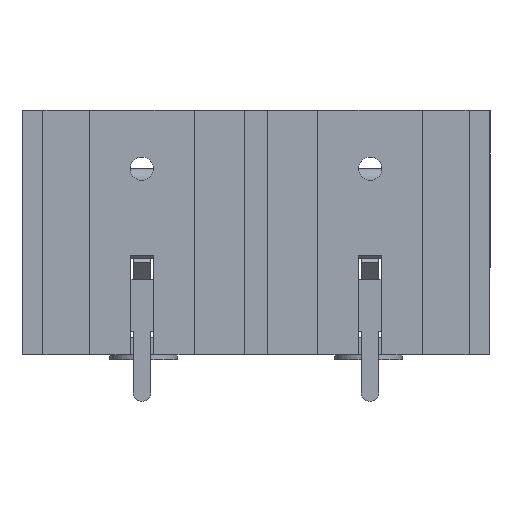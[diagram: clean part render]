
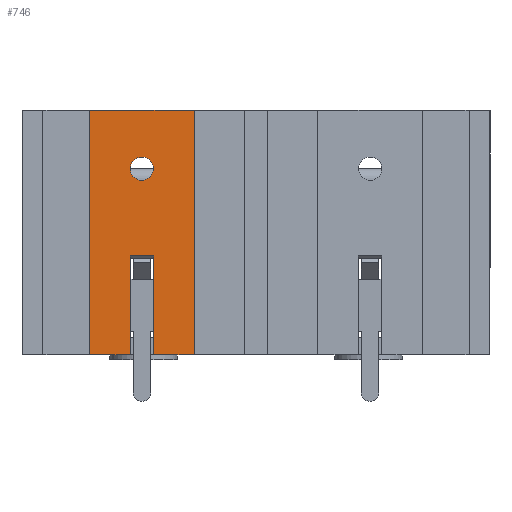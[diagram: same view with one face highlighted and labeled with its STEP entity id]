
A CAD part, left-side view. The second image highlights one B-rep face of the part: STEP entity #746.
In plain terms, the highlighted planar face has unit normal (-1, 0, 0).
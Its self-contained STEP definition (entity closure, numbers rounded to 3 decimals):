
#96 = DIRECTION ( 'NONE',  ( 0., 0., 1. ) ) ;
#254 = VERTEX_POINT ( 'NONE', #7147 ) ;
#307 = DIRECTION ( 'NONE',  ( 0., -1., 0. ) ) ;
#326 = CIRCLE ( 'NONE', #2871, 1. ) ;
#408 = DIRECTION ( 'NONE',  ( 0., 0., -1. ) ) ;
#474 = CARTESIAN_POINT ( 'NONE',  ( -38.9, 8.8, 0. ) ) ;
#523 = EDGE_CURVE ( 'NONE', #5763, #4635, #7621, .T. ) ;
#595 = EDGE_CURVE ( 'NONE', #5831, #1167, #2146, .T. ) ;
#653 = VECTOR ( 'NONE', #307, 1000. ) ;
#725 = EDGE_CURVE ( 'NONE', #7817, #5291, #2332, .T. ) ;
#746 = ADVANCED_FACE ( 'NONE', ( #778, #8990 ), #1665, .F. ) ;
#778 = FACE_BOUND ( 'NONE', #7022, .T. ) ;
#786 = CARTESIAN_POINT ( 'NONE',  ( -38.9, 9.8, 15. ) ) ;
#887 = CARTESIAN_POINT ( 'NONE',  ( -38.9, 8.8, 8.5 ) ) ;
#1167 = VERTEX_POINT ( 'NONE', #9751 ) ;
#1412 = VECTOR ( 'NONE', #9410, 1000. ) ;
#1485 = ORIENTED_EDGE ( 'NONE', *, *, #725, .F. ) ;
#1611 = VECTOR ( 'NONE', #7354, 1000. ) ;
#1665 = PLANE ( 'NONE',  #8483 ) ;
#1678 = DIRECTION ( 'NONE',  ( 0., 1., 0. ) ) ;
#1719 = DIRECTION ( 'NONE',  ( -1., 0., 0. ) ) ;
#1778 = VECTOR ( 'NONE', #1678, 1000. ) ;
#2146 = LINE ( 'NONE', #3010, #9838 ) ;
#2296 = DIRECTION ( 'NONE',  ( 0., -1., 0. ) ) ;
#2332 = CIRCLE ( 'NONE', #7465, 1. ) ;
#2362 = CARTESIAN_POINT ( 'NONE',  ( -38.9, 14.3, 1.5 ) ) ;
#2467 = CARTESIAN_POINT ( 'NONE',  ( -38.9, 14.3, 1.5 ) ) ;
#2481 = CARTESIAN_POINT ( 'NONE',  ( -38.9, 9.8, 17. ) ) ;
#2800 = ORIENTED_EDGE ( 'NONE', *, *, #6851, .T. ) ;
#2871 = AXIS2_PLACEMENT_3D ( 'NONE', #7973, #7123, #10519 ) ;
#3010 = CARTESIAN_POINT ( 'NONE',  ( -38.9, 10.8, 0. ) ) ;
#3122 = ORIENTED_EDGE ( 'NONE', *, *, #5533, .T. ) ;
#3269 = EDGE_CURVE ( 'NONE', #9224, #8994, #6373, .T. ) ;
#3306 = EDGE_CURVE ( 'NONE', #5291, #7817, #326, .T. ) ;
#3610 = CARTESIAN_POINT ( 'NONE',  ( -38.9, 5.3, 21. ) ) ;
#4081 = LINE ( 'NONE', #887, #1611 ) ;
#4635 = VERTEX_POINT ( 'NONE', #3610 ) ;
#4821 = DIRECTION ( 'NONE',  ( 1., 0., 0. ) ) ;
#4868 = LINE ( 'NONE', #2467, #9102 ) ;
#5291 = VERTEX_POINT ( 'NONE', #2481 ) ;
#5361 = LINE ( 'NONE', #7184, #1412 ) ;
#5533 = EDGE_CURVE ( 'NONE', #10456, #1167, #5361, .T. ) ;
#5593 = CARTESIAN_POINT ( 'NONE',  ( -38.9, 10.8, 8.5 ) ) ;
#5637 = DIRECTION ( 'NONE',  ( 0., 0., -1. ) ) ;
#5667 = ORIENTED_EDGE ( 'NONE', *, *, #3269, .T. ) ;
#5734 = VECTOR ( 'NONE', #408, 1000. ) ;
#5763 = VERTEX_POINT ( 'NONE', #7600 ) ;
#5831 = VERTEX_POINT ( 'NONE', #7546 ) ;
#6141 = EDGE_LOOP ( 'NONE', ( #3122, #7307, #7625, #10426, #5667, #9993, #8913, #2800 ) ) ;
#6373 = LINE ( 'NONE', #7279, #9012 ) ;
#6506 = ORIENTED_EDGE ( 'NONE', *, *, #3306, .F. ) ;
#6589 = DIRECTION ( 'NONE',  ( 0., 0., -1. ) ) ;
#6851 = EDGE_CURVE ( 'NONE', #5763, #10456, #4868, .T. ) ;
#7022 = EDGE_LOOP ( 'NONE', ( #6506, #1485 ) ) ;
#7123 = DIRECTION ( 'NONE',  ( -1., 0., 0. ) ) ;
#7132 = LINE ( 'NONE', #9560, #5734 ) ;
#7147 = CARTESIAN_POINT ( 'NONE',  ( -38.9, 8.8, 8.5 ) ) ;
#7184 = CARTESIAN_POINT ( 'NONE',  ( -38.9, 14.3, 0. ) ) ;
#7279 = CARTESIAN_POINT ( 'NONE',  ( -38.9, 14.3, 0. ) ) ;
#7307 = ORIENTED_EDGE ( 'NONE', *, *, #595, .F. ) ;
#7354 = DIRECTION ( 'NONE',  ( 0., 0., 1. ) ) ;
#7402 = LINE ( 'NONE', #5593, #1778 ) ;
#7465 = AXIS2_PLACEMENT_3D ( 'NONE', #10478, #1719, #96 ) ;
#7546 = CARTESIAN_POINT ( 'NONE',  ( -38.9, 10.8, 8.5 ) ) ;
#7600 = CARTESIAN_POINT ( 'NONE',  ( -38.9, 14.3, 21. ) ) ;
#7621 = LINE ( 'NONE', #10159, #653 ) ;
#7625 = ORIENTED_EDGE ( 'NONE', *, *, #7798, .F. ) ;
#7733 = EDGE_CURVE ( 'NONE', #9224, #254, #4081, .T. ) ;
#7798 = EDGE_CURVE ( 'NONE', #254, #5831, #7402, .T. ) ;
#7817 = VERTEX_POINT ( 'NONE', #786 ) ;
#7973 = CARTESIAN_POINT ( 'NONE',  ( -38.9, 9.8, 16. ) ) ;
#7986 = EDGE_CURVE ( 'NONE', #4635, #8994, #7132, .T. ) ;
#8483 = AXIS2_PLACEMENT_3D ( 'NONE', #2362, #4821, #5637 ) ;
#8913 = ORIENTED_EDGE ( 'NONE', *, *, #523, .F. ) ;
#8990 = FACE_OUTER_BOUND ( 'NONE', #6141, .T. ) ;
#8994 = VERTEX_POINT ( 'NONE', #10449 ) ;
#9012 = VECTOR ( 'NONE', #2296, 1000. ) ;
#9102 = VECTOR ( 'NONE', #6589, 1000. ) ;
#9224 = VERTEX_POINT ( 'NONE', #474 ) ;
#9381 = CARTESIAN_POINT ( 'NONE',  ( -38.9, 14.3, 0. ) ) ;
#9410 = DIRECTION ( 'NONE',  ( 0., -1., 0. ) ) ;
#9560 = CARTESIAN_POINT ( 'NONE',  ( -38.9, 5.3, 1.5 ) ) ;
#9751 = CARTESIAN_POINT ( 'NONE',  ( -38.9, 10.8, 0. ) ) ;
#9838 = VECTOR ( 'NONE', #10216, 1000. ) ;
#9993 = ORIENTED_EDGE ( 'NONE', *, *, #7986, .F. ) ;
#10159 = CARTESIAN_POINT ( 'NONE',  ( -38.9, 14.3, 21. ) ) ;
#10216 = DIRECTION ( 'NONE',  ( 0., 0., -1. ) ) ;
#10426 = ORIENTED_EDGE ( 'NONE', *, *, #7733, .F. ) ;
#10449 = CARTESIAN_POINT ( 'NONE',  ( -38.9, 5.3, 0. ) ) ;
#10456 = VERTEX_POINT ( 'NONE', #9381 ) ;
#10478 = CARTESIAN_POINT ( 'NONE',  ( -38.9, 9.8, 16. ) ) ;
#10519 = DIRECTION ( 'NONE',  ( 0., 0., 1. ) ) ;
